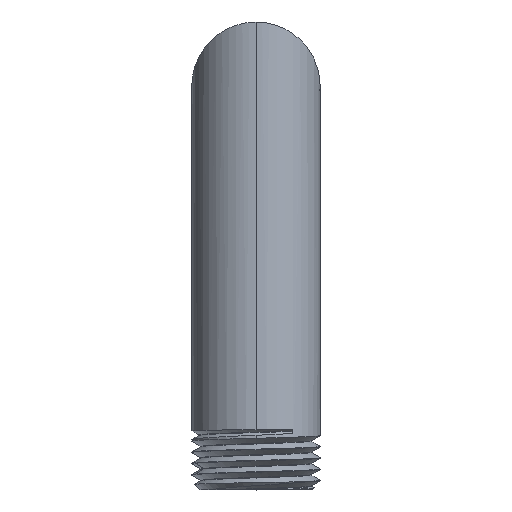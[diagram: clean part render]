
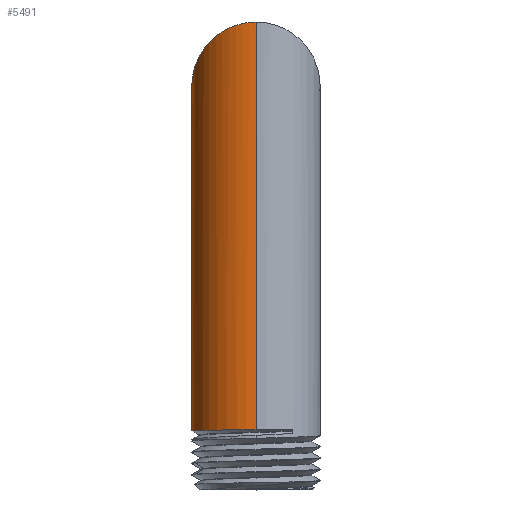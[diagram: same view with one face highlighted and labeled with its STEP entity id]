
A CAD part, top view. The second image highlights one B-rep face of the part: STEP entity #5491.
In plain terms, the highlighted cylindrical face has radius 10.319 mm (diameter 20.637 mm), a partial arc.
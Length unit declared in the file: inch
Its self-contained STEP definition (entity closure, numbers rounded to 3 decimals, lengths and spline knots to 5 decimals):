
#184=CARTESIAN_POINT('',(0.,-2.59492,-0.40625));
#209=CARTESIAN_POINT('',(0.,-2.57561,0.40625));
#244=CARTESIAN_POINT('',(0.,0.,
0.40625));
#272=CARTESIAN_POINT('',(0.,-0.8125,-0.40625));
#277=DIRECTION('',(0.,-1.,0.));
#278=VECTOR('',#277,2.57561);
#279=CARTESIAN_POINT('',(0.,0.,
0.40625));
#280=LINE('',#279,#278);
#284=CARTESIAN_POINT('',(-0.24339,-2.58762,
-0.32527));
#285=CARTESIAN_POINT('',(-0.25694,-2.58742,
-0.31513));
#286=CARTESIAN_POINT('',(-0.28278,-2.58702,
-0.29315));
#287=CARTESIAN_POINT('',(-0.3171,-2.58642,
-0.25564));
#288=CARTESIAN_POINT('',(-0.34648,-2.58582,
-0.21413));
#289=CARTESIAN_POINT('',(-0.37048,-2.58522,
-0.16924));
#290=CARTESIAN_POINT('',(-0.38868,-2.58462,
-0.12177));
#291=CARTESIAN_POINT('',(-0.40082,-2.58402,
-0.07239));
#292=CARTESIAN_POINT('',(-0.40672,-2.58342,
-0.02184));
#293=CARTESIAN_POINT('',(-0.40627,-2.58282,
0.02902));
#294=CARTESIAN_POINT('',(-0.39949,-2.58222,
0.07941));
#295=CARTESIAN_POINT('',(-0.38648,-2.58161,
0.12859));
#296=CARTESIAN_POINT('',(-0.36743,-2.58101,
0.17577));
#297=CARTESIAN_POINT('',(-0.34267,-2.58041,
0.22017));
#298=CARTESIAN_POINT('',(-0.31256,-2.57981,
0.26116));
#299=CARTESIAN_POINT('',(-0.27755,-2.57921,
0.2981));
#300=CARTESIAN_POINT('',(-0.23825,-2.57861,
0.33036));
#301=CARTESIAN_POINT('',(-0.19523,-2.57801,
0.35747));
#302=CARTESIAN_POINT('',(-0.14913,-2.57741,
0.37903));
#303=CARTESIAN_POINT('',(-0.10073,-2.57681,
0.39466));
#304=CARTESIAN_POINT('',(-0.05078,-2.57621,
0.40413));
#305=CARTESIAN_POINT('',(-0.01693,-2.57581,0.40625));
#306=CARTESIAN_POINT('',(0.,-2.57561,0.40625));
#311=CARTESIAN_POINT('',(0.,-2.59492,-0.40625));
#312=CARTESIAN_POINT('',(-0.0145,-2.59451,-0.40625));
#313=CARTESIAN_POINT('',(-0.04351,-2.5937,
-0.40469));
#314=CARTESIAN_POINT('',(-0.08648,-2.59248,
-0.39773));
#315=CARTESIAN_POINT('',(-0.1285,-2.59127,
-0.38621));
#316=CARTESIAN_POINT('',(-0.16905,-2.59005,
-0.37026));
#317=CARTESIAN_POINT('',(-0.20763,-2.58883,
-0.35009));
#318=CARTESIAN_POINT('',(-0.23178,-2.58802,
-0.33396));
#319=CARTESIAN_POINT('',(-0.24339,-2.58762,
-0.32527));
#324=DIRECTION('',(0.,1.,0.));
#325=VECTOR('',#324,1.78242);
#326=CARTESIAN_POINT('',(0.,-2.59492,-0.40625));
#327=LINE('',#326,#325);
#331=CARTESIAN_POINT('',(0.,-0.8125,-0.40625));
#332=CARTESIAN_POINT('',(-0.0081,-0.8125,
-0.40625));
#333=CARTESIAN_POINT('',(-0.02435,-0.81201,
-0.40577));
#334=CARTESIAN_POINT('',(-0.0488,-0.80981,
-0.40356));
#335=CARTESIAN_POINT('',(-0.0733,-0.80609,
-0.39984));
#336=CARTESIAN_POINT('',(-0.09798,-0.80078,
-0.39453));
#337=CARTESIAN_POINT('',(-0.12267,-0.79382,
-0.38757));
#338=CARTESIAN_POINT('',(-0.1472,-0.7852,
-0.37895));
#339=CARTESIAN_POINT('',(-0.1717,-0.77476,
-0.36851));
#340=CARTESIAN_POINT('',(-0.19607,-0.76241,
-0.35616));
#341=CARTESIAN_POINT('',(-0.22018,-0.74805,
-0.3418));
#342=CARTESIAN_POINT('',(-0.244,-0.7315,
-0.32525));
#343=CARTESIAN_POINT('',(-0.2672,-0.71276,
-0.30651));
#344=CARTESIAN_POINT('',(-0.28968,-0.69165,
-0.2854));
#345=CARTESIAN_POINT('',(-0.31114,-0.66813,
-0.26188));
#346=CARTESIAN_POINT('',(-0.33128,-0.64218,
-0.23593));
#347=CARTESIAN_POINT('',(-0.34977,-0.61383,
-0.20758));
#348=CARTESIAN_POINT('',(-0.36619,-0.58332,
-0.17707));
#349=CARTESIAN_POINT('',(-0.38026,-0.55072,
-0.14447));
#350=CARTESIAN_POINT('',(-0.39162,-0.51634,
-0.11009));
#351=CARTESIAN_POINT('',(-0.4,-0.48041,
-0.07415));
#352=CARTESIAN_POINT('',(-0.40511,-0.4435,
-0.03727));
#353=CARTESIAN_POINT('',(-0.40625,-0.41872,-0.01244));
#354=CARTESIAN_POINT('',(-0.40625,-0.40625,0.));
#359=CARTESIAN_POINT('',(0.,0.,
0.40625));
#360=CARTESIAN_POINT('',(-0.00811,0.,
0.40625));
#361=CARTESIAN_POINT('',(-0.0244,-0.00049,
0.40576));
#362=CARTESIAN_POINT('',(-0.04902,-0.00271,
0.40354));
#363=CARTESIAN_POINT('',(-0.07359,-0.00646,
0.39979));
#364=CARTESIAN_POINT('',(-0.09815,-0.01176,
0.39449));
#365=CARTESIAN_POINT('',(-0.12277,-0.01871,
0.38754));
#366=CARTESIAN_POINT('',(-0.14725,-0.02732,
0.37893));
#367=CARTESIAN_POINT('',(-0.17175,-0.03776,
0.36849));
#368=CARTESIAN_POINT('',(-0.19619,-0.05015,
0.3561));
#369=CARTESIAN_POINT('',(-0.22031,-0.06453,
0.34172));
#370=CARTESIAN_POINT('',(-0.24411,-0.08107,
0.32518));
#371=CARTESIAN_POINT('',(-0.26743,-0.09993,
0.30632));
#372=CARTESIAN_POINT('',(-0.28992,-0.1211,
0.28515));
#373=CARTESIAN_POINT('',(-0.31124,-0.1445,
0.26175));
#374=CARTESIAN_POINT('',(-0.33125,-0.17029,
0.23596));
#375=CARTESIAN_POINT('',(-0.34966,-0.19848,
0.20777));
#376=CARTESIAN_POINT('',(-0.36621,-0.22921,
0.17704));
#377=CARTESIAN_POINT('',(-0.38027,-0.26183,
0.14442));
#378=CARTESIAN_POINT('',(-0.3916,-0.29612,
0.11013));
#379=CARTESIAN_POINT('',(-0.39994,-0.33181,
0.07444));
#380=CARTESIAN_POINT('',(-0.4051,-0.3688,
0.03747));
#381=CARTESIAN_POINT('',(-0.40625,-0.39369,0.01252));
#382=CARTESIAN_POINT('',(-0.40625,-0.40625,0.));
#5332=VERTEX_POINT('',#184);
#5338=VERTEX_POINT('',#209);
#5342=VERTEX_POINT('',#319);
#5439=VERTEX_POINT('',#272);
#5440=VERTEX_POINT('',#244);
#5441=VERTEX_POINT('',#382);
#5474=CARTESIAN_POINT('',(0.,0.,0.));
#5475=DIRECTION('',(0.,-1.,0.));
#5476=DIRECTION('',(0.,0.,-1.));
#5477=AXIS2_PLACEMENT_3D('',#5474,#5475,#5476);
#5478=CYLINDRICAL_SURFACE('',#5477,0.40625);
#5479=ORIENTED_EDGE('',*,*,#5465,.T.);
#5481=ORIENTED_EDGE('',*,*,#5480,.F.);
#5483=ORIENTED_EDGE('',*,*,#5482,.F.);
#5484=ORIENTED_EDGE('',*,*,#5453,.T.);
#5486=ORIENTED_EDGE('',*,*,#5485,.T.);
#5488=ORIENTED_EDGE('',*,*,#5487,.F.);
#5489=EDGE_LOOP('',(#5479,#5481,#5483,#5484,#5486,#5488));
#5490=FACE_OUTER_BOUND('',#5489,.F.);
#307=B_SPLINE_CURVE_WITH_KNOTS('',3,(#284,#285,#286,#287,#288,#289,#290,#291,
#292,#293,#294,#295,#296,#297,#298,#299,#300,#301,#302,#303,#304,#305,#306),
.UNSPECIFIED.,.F.,.F.,(4,1,1,1,1,1,1,1,1,1,1,1,1,1,1,1,1,1,1,1,4),(0.,0.05,
0.1,0.15,0.2,0.25,0.3,0.35,0.4,0.45,0.5,0.55,0.6,0.65,
0.7,0.75,0.8,0.85,0.9,0.95,1.),.UNSPECIFIED.);
#320=B_SPLINE_CURVE_WITH_KNOTS('',3,(#311,#312,#313,#314,#315,#316,#317,#318,
#319),.UNSPECIFIED.,.F.,.F.,(4,1,1,1,1,1,4),(0.,0.16667,
0.33333,0.5,0.66667,0.83333,1.),
.UNSPECIFIED.);
#355=B_SPLINE_CURVE_WITH_KNOTS('',3,(#331,#332,#333,#334,#335,#336,#337,#338,
#339,#340,#341,#342,#343,#344,#345,#346,#347,#348,#349,#350,#351,#352,#353,
#354),.UNSPECIFIED.,.F.,.F.,(4,1,1,1,1,1,1,1,1,1,1,1,1,1,1,1,1,1,1,1,1,4),(0.,
0.04762,0.09524,0.14286,0.19048,
0.2381,0.28571,0.33333,0.38095,
0.42857,0.47619,0.52381,0.57143,
0.61905,0.66667,0.71429,0.7619,
0.80952,0.85714,0.90476,0.95238,1.),
.UNSPECIFIED.);
#383=B_SPLINE_CURVE_WITH_KNOTS('',3,(#359,#360,#361,#362,#363,#364,#365,#366,
#367,#368,#369,#370,#371,#372,#373,#374,#375,#376,#377,#378,#379,#380,#381,
#382),.UNSPECIFIED.,.F.,.F.,(4,1,1,1,1,1,1,1,1,1,1,1,1,1,1,1,1,1,1,1,1,4),(0.,
0.04762,0.09524,0.14286,0.19048,
0.2381,0.28571,0.33333,0.38095,
0.42857,0.47619,0.52381,0.57143,
0.61905,0.66667,0.71429,0.7619,
0.80952,0.85714,0.90476,0.95238,1.),
.UNSPECIFIED.);
#5453=EDGE_CURVE('',#5332,#5439,#327,.T.);
#5465=EDGE_CURVE('',#5440,#5338,#280,.T.);
#5480=EDGE_CURVE('',#5342,#5338,#307,.T.);
#5482=EDGE_CURVE('',#5332,#5342,#320,.T.);
#5485=EDGE_CURVE('',#5439,#5441,#355,.T.);
#5487=EDGE_CURVE('',#5440,#5441,#383,.T.);
#5491=ADVANCED_FACE('',(#5490),#5478,.T.);
